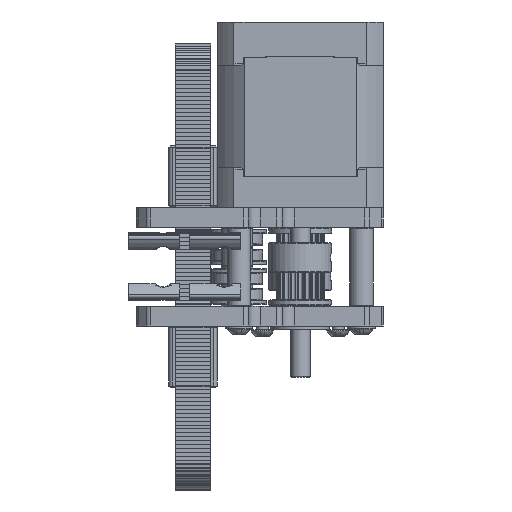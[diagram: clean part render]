
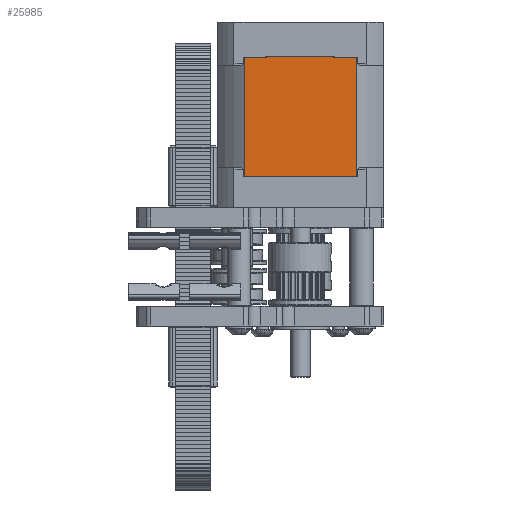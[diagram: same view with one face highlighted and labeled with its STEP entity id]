
A CAD part, left-side view. The second image highlights one B-rep face of the part: STEP entity #25985.
In plain terms, the highlighted planar face has unit normal (-1, 0, 0).
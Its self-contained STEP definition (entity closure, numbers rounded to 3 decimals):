
#1789=PLANE('',#28381);
#3097=FACE_OUTER_BOUND('',#4549,.T.);
#4549=EDGE_LOOP('',(#24073,#24074,#24075,#24076,#24077,#24078,#24079,#24080,
#24081,#24082,#24083,#24084));
#7180=LINE('',#44175,#9976);
#7183=LINE('',#44186,#9979);
#7185=LINE('',#44195,#9981);
#7187=LINE('',#44199,#9983);
#7189=LINE('',#44202,#9985);
#7388=LINE('',#44876,#10184);
#7390=LINE('',#44883,#10186);
#7391=LINE('',#44885,#10187);
#7392=LINE('',#44887,#10188);
#7393=LINE('',#44889,#10189);
#7394=LINE('',#44891,#10190);
#7395=LINE('',#44892,#10191);
#9976=VECTOR('',#34778,30.2);
#9979=VECTOR('',#34787,0.1);
#9981=VECTOR('',#34795,0.1);
#9983=VECTOR('',#34801,5.724);
#9985=VECTOR('',#34805,5.724);
#10184=VECTOR('',#35460,17.012);
#10186=VECTOR('',#35468,0.1);
#10187=VECTOR('',#35469,5.724);
#10188=VECTOR('',#35470,30.2);
#10189=VECTOR('',#35471,5.724);
#10190=VECTOR('',#35472,0.1);
#10191=VECTOR('',#35473,17.012);
#13105=VERTEX_POINT('',#44172);
#13106=VERTEX_POINT('',#44174);
#13110=VERTEX_POINT('',#44183);
#13111=VERTEX_POINT('',#44185);
#13114=VERTEX_POINT('',#44192);
#13115=VERTEX_POINT('',#44194);
#13332=VERTEX_POINT('',#44874);
#13334=VERTEX_POINT('',#44882);
#13335=VERTEX_POINT('',#44884);
#13336=VERTEX_POINT('',#44886);
#13337=VERTEX_POINT('',#44888);
#13338=VERTEX_POINT('',#44890);
#16604=EDGE_CURVE('',#13106,#13105,#7180,.T.);
#16609=EDGE_CURVE('',#13111,#13110,#7183,.T.);
#16613=EDGE_CURVE('',#13115,#13114,#7185,.T.);
#16616=EDGE_CURVE('',#13105,#13115,#7187,.T.);
#16618=EDGE_CURVE('',#13110,#13106,#7189,.T.);
#16939=EDGE_CURVE('',#13114,#13332,#7388,.T.);
#16942=EDGE_CURVE('',#13332,#13334,#7390,.T.);
#16943=EDGE_CURVE('',#13335,#13334,#7391,.T.);
#16944=EDGE_CURVE('',#13336,#13335,#7392,.T.);
#16945=EDGE_CURVE('',#13337,#13336,#7393,.T.);
#16946=EDGE_CURVE('',#13337,#13338,#7394,.T.);
#16947=EDGE_CURVE('',#13338,#13111,#7395,.T.);
#24073=ORIENTED_EDGE('',*,*,#16939,.T.);
#24074=ORIENTED_EDGE('',*,*,#16942,.T.);
#24075=ORIENTED_EDGE('',*,*,#16943,.F.);
#24076=ORIENTED_EDGE('',*,*,#16944,.F.);
#24077=ORIENTED_EDGE('',*,*,#16945,.F.);
#24078=ORIENTED_EDGE('',*,*,#16946,.T.);
#24079=ORIENTED_EDGE('',*,*,#16947,.T.);
#24080=ORIENTED_EDGE('',*,*,#16609,.T.);
#24081=ORIENTED_EDGE('',*,*,#16618,.T.);
#24082=ORIENTED_EDGE('',*,*,#16604,.T.);
#24083=ORIENTED_EDGE('',*,*,#16616,.T.);
#24084=ORIENTED_EDGE('',*,*,#16613,.T.);
#25985=ADVANCED_FACE('',(#3097),#1789,.T.);
#28381=AXIS2_PLACEMENT_3D('',#44881,#35466,#35467);
#34778=DIRECTION('',(0.,0.,-1.));
#34787=DIRECTION('',(0.,0.,-1.));
#34795=DIRECTION('',(0.,0.,-1.));
#34801=DIRECTION('',(0.,-1.,0.));
#34805=DIRECTION('',(0.,1.,0.));
#35460=DIRECTION('',(0.,-1.,0.));
#35466=DIRECTION('center_axis',(-1.,0.,0.));
#35467=DIRECTION('ref_axis',(0.,0.,1.));
#35468=DIRECTION('',(0.,0.,1.));
#35469=DIRECTION('',(0.,1.,0.));
#35470=DIRECTION('',(0.,0.,-1.));
#35471=DIRECTION('',(0.,-1.,0.));
#35472=DIRECTION('',(0.,0.,1.));
#35473=DIRECTION('',(0.,1.,0.));
#44172=CARTESIAN_POINT('',(-21.1,14.23,-19.54));
#44174=CARTESIAN_POINT('',(-21.1,14.23,10.66));
#44175=CARTESIAN_POINT('',(-21.1,14.23,10.66));
#44183=CARTESIAN_POINT('',(-21.1,8.506,10.66));
#44185=CARTESIAN_POINT('',(-21.1,8.506,10.76));
#44186=CARTESIAN_POINT('',(-21.1,8.506,10.76));
#44192=CARTESIAN_POINT('',(-21.1,8.506,-19.64));
#44194=CARTESIAN_POINT('',(-21.1,8.506,-19.54));
#44195=CARTESIAN_POINT('',(-21.1,8.506,-19.54));
#44199=CARTESIAN_POINT('',(-21.1,14.23,-19.54));
#44202=CARTESIAN_POINT('',(-21.1,8.506,10.66));
#44874=CARTESIAN_POINT('',(-21.1,-8.506,-19.64));
#44876=CARTESIAN_POINT('',(-21.1,8.506,-19.64));
#44881=CARTESIAN_POINT('Origin',(-21.1,-14.231,-19.641));
#44882=CARTESIAN_POINT('',(-21.1,-8.506,-19.54));
#44883=CARTESIAN_POINT('',(-21.1,-8.506,-19.64));
#44884=CARTESIAN_POINT('',(-21.1,-14.23,-19.54));
#44885=CARTESIAN_POINT('',(-21.1,-14.23,-19.54));
#44886=CARTESIAN_POINT('',(-21.1,-14.23,10.66));
#44887=CARTESIAN_POINT('',(-21.1,-14.23,10.66));
#44888=CARTESIAN_POINT('',(-21.1,-8.506,10.66));
#44889=CARTESIAN_POINT('',(-21.1,-8.506,10.66));
#44890=CARTESIAN_POINT('',(-21.1,-8.506,10.76));
#44891=CARTESIAN_POINT('',(-21.1,-8.506,10.66));
#44892=CARTESIAN_POINT('',(-21.1,-8.506,10.76));
